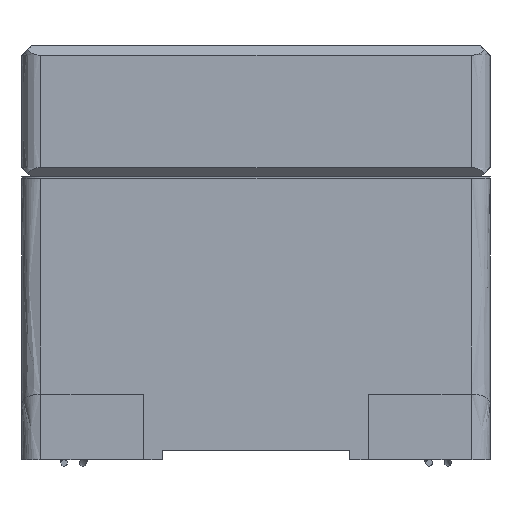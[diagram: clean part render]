
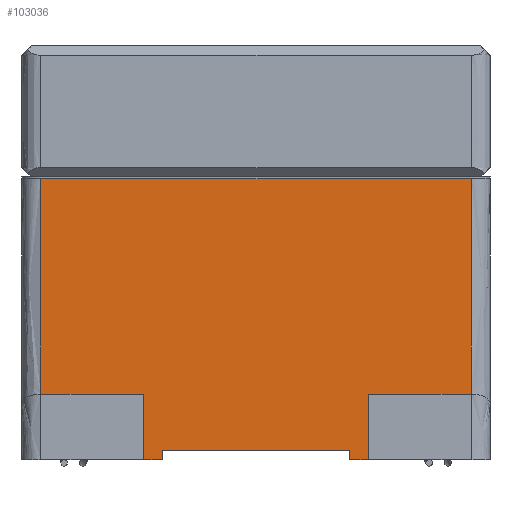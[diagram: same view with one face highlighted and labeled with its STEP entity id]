
A CAD part, left-side view. The second image highlights one B-rep face of the part: STEP entity #103036.
In plain terms, the highlighted free-form (B-spline) face has degree [1, 1] with [2, 2] control points.
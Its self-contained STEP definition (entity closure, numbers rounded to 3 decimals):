
#101362=CARTESIAN_POINT('',(-1.6,1.15,1.5));
#101363=VERTEX_POINT('',#101362);
#101373=CARTESIAN_POINT('',(-1.6,-1.15,1.5));
#101374=VERTEX_POINT('',#101373);
#101375=CARTESIAN_POINT('',(-1.6,1.15,1.5));
#101376=CARTESIAN_POINT('',(-1.6,-1.15,1.5));
#101377=B_SPLINE_CURVE_WITH_KNOTS('',1,(#101375,#101376),.POLYLINE_FORM.,.F.,.U.,(2,2),(0.04,0.96),.UNSPECIFIED.);
#101378=EDGE_CURVE('',#101363,#101374,#101377,.T.);
#102654=CARTESIAN_POINT('',(-1.6,1.15,0.35));
#102655=VERTEX_POINT('',#102654);
#102665=CARTESIAN_POINT('',(-1.6,0.6,0.35));
#102666=VERTEX_POINT('',#102665);
#102667=CARTESIAN_POINT('',(-1.6,0.6,0.35));
#102668=CARTESIAN_POINT('',(-1.6,1.15,0.35));
#102669=B_SPLINE_CURVE_WITH_KNOTS('',1,(#102667,#102668),.POLYLINE_FORM.,.F.,.U.,(2,2),(0.693,0.771),.UNSPECIFIED.);
#102670=EDGE_CURVE('',#102666,#102655,#102669,.T.);
#102687=CARTESIAN_POINT('',(-1.6,-1.15,0.35));
#102688=VERTEX_POINT('',#102687);
#102700=CARTESIAN_POINT('',(-1.6,-0.6,0.35));
#102701=VERTEX_POINT('',#102700);
#102707=CARTESIAN_POINT('',(-1.6,-1.15,0.35));
#102708=CARTESIAN_POINT('',(-1.6,-0.6,0.35));
#102709=B_SPLINE_CURVE_WITH_KNOTS('',1,(#102707,#102708),.POLYLINE_FORM.,.F.,.U.,(2,2),(0.445,0.523),.UNSPECIFIED.);
#102710=EDGE_CURVE('',#102688,#102701,#102709,.T.);
#102789=CARTESIAN_POINT('',(-1.6,-0.5,0.));
#102790=VERTEX_POINT('',#102789);
#102796=CARTESIAN_POINT('',(-1.6,-0.5,0.05));
#102797=VERTEX_POINT('',#102796);
#102798=CARTESIAN_POINT('',(-1.6,-0.5,0.));
#102799=CARTESIAN_POINT('',(-1.6,-0.5,0.05));
#102800=B_SPLINE_CURVE_WITH_KNOTS('',1,(#102798,#102799),.POLYLINE_FORM.,.F.,.U.,(2,2),(0.655,0.666),.UNSPECIFIED.);
#102801=EDGE_CURVE('',#102790,#102797,#102800,.T.);
#102816=CARTESIAN_POINT('',(-1.6,0.5,0.));
#102817=VERTEX_POINT('',#102816);
#102826=CARTESIAN_POINT('',(-1.6,0.5,0.05));
#102827=VERTEX_POINT('',#102826);
#102833=CARTESIAN_POINT('',(-1.6,0.5,0.05));
#102834=CARTESIAN_POINT('',(-1.6,0.5,0.));
#102835=B_SPLINE_CURVE_WITH_KNOTS('',1,(#102833,#102834),.POLYLINE_FORM.,.F.,.U.,(2,2),(0.334,0.345),.UNSPECIFIED.);
#102836=EDGE_CURVE('',#102827,#102817,#102835,.T.);
#102985=CARTESIAN_POINT('',(-1.6,1.325,-0.045));
#102986=CARTESIAN_POINT('',(-1.6,1.325,1.545));
#102987=CARTESIAN_POINT('',(-1.6,-1.325,-0.045));
#102988=CARTESIAN_POINT('',(-1.6,-1.325,1.545));
#102989=B_SPLINE_SURFACE_WITH_KNOTS('',1,1,((#102985,#102986),(#102987,#102988)),.PLANE_SURF.,.F.,.F.,.U.,(2,2),(2,2),(0.,1.),(0.,1.),.UNSPECIFIED.);
#102990=CARTESIAN_POINT('',(-1.6,1.15,0.35));
#102991=CARTESIAN_POINT('',(-1.6,1.15,1.5));
#102992=B_SPLINE_CURVE_WITH_KNOTS('',1,(#102990,#102991),.POLYLINE_FORM.,.F.,.U.,(2,2),(0.255,0.999),.UNSPECIFIED.);
#102993=EDGE_CURVE('',#102655,#101363,#102992,.T.);
#102994=ORIENTED_EDGE('',*,*,#102993,.F.);
#102995=ORIENTED_EDGE('',*,*,#102670,.F.);
#102996=CARTESIAN_POINT('',(-1.6,0.6,0.));
#102997=VERTEX_POINT('',#102996);
#102998=CARTESIAN_POINT('',(-1.6,0.6,0.35));
#102999=CARTESIAN_POINT('',(-1.6,0.6,0.));
#103000=B_SPLINE_CURVE_WITH_KNOTS('',1,(#102998,#102999),.POLYLINE_FORM.,.F.,.U.,(2,2),(0.518,0.599),.UNSPECIFIED.);
#103001=EDGE_CURVE('',#102666,#102997,#103000,.T.);
#103002=ORIENTED_EDGE('',*,*,#103001,.T.);
#103003=CARTESIAN_POINT('',(-1.6,0.6,0.));
#103004=CARTESIAN_POINT('',(-1.6,0.5,0.));
#103005=B_SPLINE_CURVE_WITH_KNOTS('',1,(#103003,#103004),.POLYLINE_FORM.,.F.,.U.,(2,2),(0.26,0.3),.UNSPECIFIED.);
#103006=EDGE_CURVE('',#102997,#102817,#103005,.T.);
#103007=ORIENTED_EDGE('',*,*,#103006,.T.);
#103008=ORIENTED_EDGE('',*,*,#102836,.F.);
#103009=CARTESIAN_POINT('',(-1.6,-0.5,0.05));
#103010=CARTESIAN_POINT('',(-1.6,0.5,0.05));
#103011=B_SPLINE_CURVE_WITH_KNOTS('',1,(#103009,#103010),.POLYLINE_FORM.,.F.,.U.,(2,2),(0.387,0.613),.UNSPECIFIED.);
#103012=EDGE_CURVE('',#102797,#102827,#103011,.T.);
#103013=ORIENTED_EDGE('',*,*,#103012,.F.);
#103014=ORIENTED_EDGE('',*,*,#102801,.F.);
#103015=CARTESIAN_POINT('',(-1.6,-0.6,0.));
#103016=VERTEX_POINT('',#103015);
#103017=CARTESIAN_POINT('',(-1.6,-0.5,0.));
#103018=CARTESIAN_POINT('',(-1.6,-0.6,0.));
#103019=B_SPLINE_CURVE_WITH_KNOTS('',1,(#103017,#103018),.POLYLINE_FORM.,.F.,.U.,(2,2),(0.7,0.74),.UNSPECIFIED.);
#103020=EDGE_CURVE('',#102790,#103016,#103019,.T.);
#103021=ORIENTED_EDGE('',*,*,#103020,.T.);
#103022=CARTESIAN_POINT('',(-1.6,-0.6,0.35));
#103023=CARTESIAN_POINT('',(-1.6,-0.6,0.));
#103024=B_SPLINE_CURVE_WITH_KNOTS('',1,(#103022,#103023),.POLYLINE_FORM.,.F.,.U.,(2,2),(0.519,0.604),.UNSPECIFIED.);
#103025=EDGE_CURVE('',#102701,#103016,#103024,.T.);
#103026=ORIENTED_EDGE('',*,*,#103025,.F.);
#103027=ORIENTED_EDGE('',*,*,#102710,.F.);
#103028=CARTESIAN_POINT('',(-1.6,-1.15,0.35));
#103029=CARTESIAN_POINT('',(-1.6,-1.15,1.5));
#103030=B_SPLINE_CURVE_WITH_KNOTS('',1,(#103028,#103029),.POLYLINE_FORM.,.F.,.U.,(2,2),(0.255,0.999),.UNSPECIFIED.);
#103031=EDGE_CURVE('',#102688,#101374,#103030,.T.);
#103032=ORIENTED_EDGE('',*,*,#103031,.T.);
#103033=ORIENTED_EDGE('',*,*,#101378,.F.);
#103034=EDGE_LOOP('',(#102994,#102995,#103002,#103007,#103008,#103013,#103014,#103021,#103026,#103027,#103032,#103033));
#103035=FACE_OUTER_BOUND('',#103034,.T.);
#103036=ADVANCED_FACE('',(#103035),#102989,.T.);
